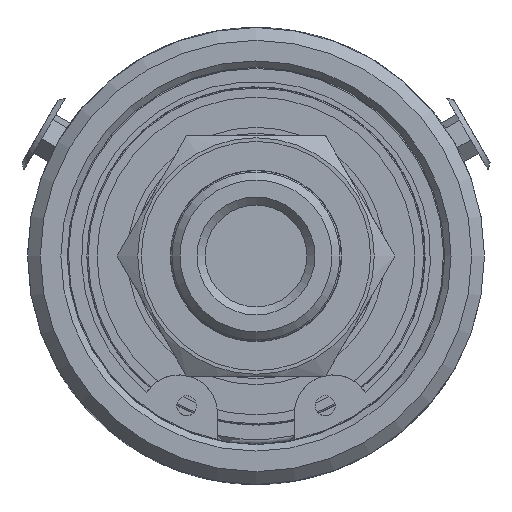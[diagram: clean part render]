
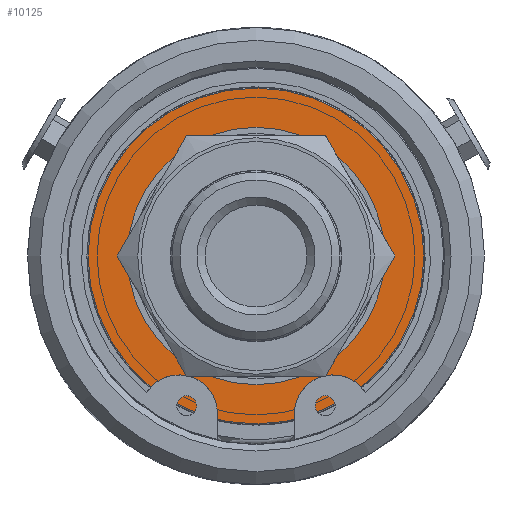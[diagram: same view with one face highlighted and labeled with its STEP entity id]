
A CAD part, left-side view. The second image highlights one B-rep face of the part: STEP entity #10125.
In plain terms, the highlighted planar face has unit normal (-1, 0, 0).
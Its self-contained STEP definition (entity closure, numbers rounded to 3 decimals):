
#221=FACE_BOUND('',#2487,.T.);
#1838=FACE_OUTER_BOUND('',#2486,.T.);
#2486=EDGE_LOOP('',(#9201));
#2487=EDGE_LOOP('',(#9202));
#3928=CIRCLE('',#10925,16.05);
#3929=CIRCLE('',#10927,20.95);
#4880=VERTEX_POINT('',#22692);
#4881=VERTEX_POINT('',#22696);
#6342=EDGE_CURVE('',#4880,#4880,#3928,.T.);
#6343=EDGE_CURVE('',#4881,#4881,#3929,.T.);
#9201=ORIENTED_EDGE('',*,*,#6343,.F.);
#9202=ORIENTED_EDGE('',*,*,#6342,.T.);
#9568=PLANE('',#10926);
#10125=ADVANCED_FACE('',(#1838,#221),#9568,.T.);
#10925=AXIS2_PLACEMENT_3D('',#22694,#12947,#12948);
#10926=AXIS2_PLACEMENT_3D('',#22695,#12949,#12950);
#10927=AXIS2_PLACEMENT_3D('',#22697,#12951,#12952);
#12947=DIRECTION('center_axis',(1.,0.,0.));
#12948=DIRECTION('ref_axis',(0.,-1.,0.));
#12949=DIRECTION('center_axis',(-1.,0.,0.));
#12950=DIRECTION('ref_axis',(0.,1.,0.));
#12951=DIRECTION('center_axis',(1.,0.,0.));
#12952=DIRECTION('ref_axis',(0.,-1.,0.));
#22692=CARTESIAN_POINT('',(35.085,16.05,0.));
#22694=CARTESIAN_POINT('Origin',(35.085,0.,0.));
#22695=CARTESIAN_POINT('Origin',(35.085,-18.5,0.));
#22696=CARTESIAN_POINT('',(35.085,20.95,0.));
#22697=CARTESIAN_POINT('Origin',(35.085,0.,0.));
